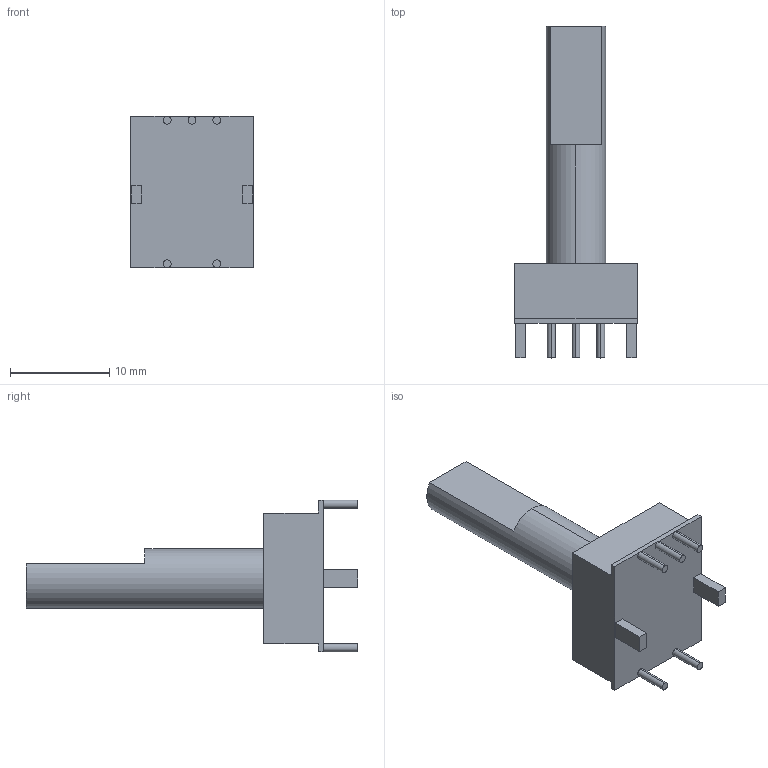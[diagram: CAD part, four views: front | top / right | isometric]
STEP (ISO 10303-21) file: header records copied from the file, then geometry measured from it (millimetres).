
FILE_DESCRIPTION (( 'STEP AP214' ), '1' );
FILE_NAME ('EN12-HS22AF30.STEP', '2022-05-08T18:14:47', ( '' ), ( '' ), 'SwSTEP 2.0', 'SolidWorks 2021', '' );
FILE_SCHEMA (( 'AUTOMOTIVE_DESIGN' ));
Length unit declared in the file: millimetre
Products named in the file (1): EN12-HS22AF30
Bounding box: 12.4 x 33.5 x 15.3 mm (x, y, z)
Volume: 1628.7 mm3; surface area: 1211.3 mm2
Topology: 1 solids, 1 shells, 40 faces, 95 edges, 60 vertices
Faces by surface type: plane 28, cylinder 12
Entity records: 1179 total; most frequent: DIRECTION 203, CARTESIAN_POINT 196, ORIENTED_EDGE 190, EDGE_CURVE 95, VECTOR 69, LINE 69, AXIS2_PLACEMENT_3D 67, VERTEX_POINT 60
